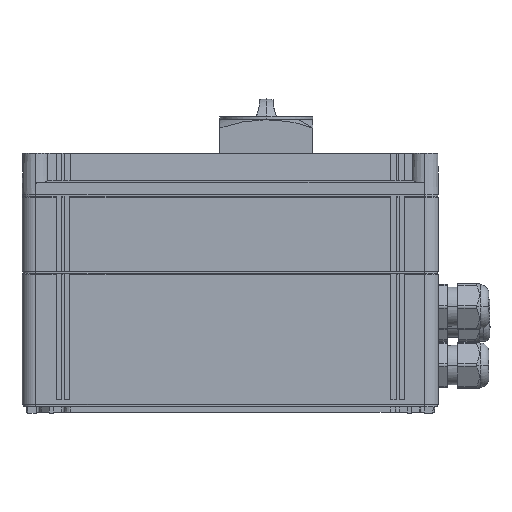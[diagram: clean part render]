
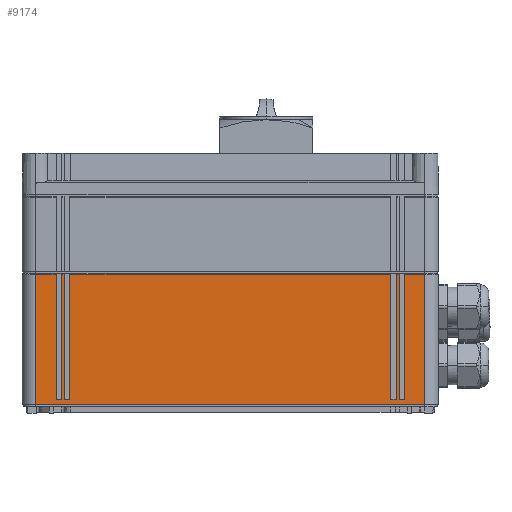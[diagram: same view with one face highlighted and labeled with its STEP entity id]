
A CAD part, left-side view. The second image highlights one B-rep face of the part: STEP entity #9174.
In plain terms, the highlighted planar face has unit normal (-1, 0, 0).
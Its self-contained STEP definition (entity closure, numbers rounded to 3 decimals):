
#9019=AXIS2_PLACEMENT_3D('Plane Axis2P3D',#9016,#9017,#9018) ;
#4925=CARTESIAN_POINT('Vertex',(0.,47.,100.067)) ;
#4928=CARTESIAN_POINT('Line Origine',(0.,47.,100.067)) ;
#4932=CARTESIAN_POINT('Vertex',(0.,47.,6.433)) ;
#9016=CARTESIAN_POINT('Axis2P3D Location',(0.,47.,100.067)) ;
#9021=CARTESIAN_POINT('Line Origine',(0.,63.5,10.)) ;
#9025=CARTESIAN_POINT('Vertex',(0.,61.5,10.)) ;
#9027=CARTESIAN_POINT('Vertex',(0.,65.5,10.)) ;
#9030=CARTESIAN_POINT('Line Origine',(0.,65.5,55.033)) ;
#9034=CARTESIAN_POINT('Vertex',(0.,65.5,100.067)) ;
#9037=CARTESIAN_POINT('Line Origine',(0.,66.5,100.067)) ;
#9041=CARTESIAN_POINT('Vertex',(0.,67.5,100.067)) ;
#9044=CARTESIAN_POINT('Line Origine',(0.,67.5,55.033)) ;
#9048=CARTESIAN_POINT('Vertex',(0.,67.5,10.)) ;
#9051=CARTESIAN_POINT('Line Origine',(0.,69.5,10.)) ;
#9055=CARTESIAN_POINT('Vertex',(0.,71.5,10.)) ;
#9058=CARTESIAN_POINT('Line Origine',(0.,71.5,55.033)) ;
#9062=CARTESIAN_POINT('Vertex',(0.,71.5,100.067)) ;
#9065=CARTESIAN_POINT('Line Origine',(0.,187.,100.067)) ;
#9069=CARTESIAN_POINT('Vertex',(0.,302.5,100.067)) ;
#9072=CARTESIAN_POINT('Line Origine',(0.,302.5,55.033)) ;
#9076=CARTESIAN_POINT('Vertex',(0.,302.5,10.)) ;
#9079=CARTESIAN_POINT('Line Origine',(0.,304.5,10.)) ;
#9083=CARTESIAN_POINT('Vertex',(0.,306.5,10.)) ;
#9086=CARTESIAN_POINT('Line Origine',(0.,306.5,55.033)) ;
#9090=CARTESIAN_POINT('Vertex',(0.,306.5,100.067)) ;
#9093=CARTESIAN_POINT('Line Origine',(0.,307.5,100.067)) ;
#9097=CARTESIAN_POINT('Vertex',(0.,308.5,100.067)) ;
#9100=CARTESIAN_POINT('Line Origine',(0.,308.5,55.033)) ;
#9104=CARTESIAN_POINT('Vertex',(0.,308.5,10.)) ;
#9107=CARTESIAN_POINT('Line Origine',(0.,310.5,10.)) ;
#9111=CARTESIAN_POINT('Vertex',(0.,312.5,10.)) ;
#9114=CARTESIAN_POINT('Line Origine',(0.,312.5,55.033)) ;
#9118=CARTESIAN_POINT('Vertex',(0.,312.5,100.067)) ;
#9121=CARTESIAN_POINT('Line Origine',(0.,319.75,100.067)) ;
#9125=CARTESIAN_POINT('Vertex',(0.,327.,100.067)) ;
#9128=CARTESIAN_POINT('Line Origine',(0.,327.,53.25)) ;
#9132=CARTESIAN_POINT('Vertex',(0.,327.,6.433)) ;
#9135=CARTESIAN_POINT('Line Origine',(0.,187.,6.433)) ;
#9140=CARTESIAN_POINT('Line Origine',(0.,54.25,100.067)) ;
#9144=CARTESIAN_POINT('Vertex',(0.,61.5,100.067)) ;
#9147=CARTESIAN_POINT('Line Origine',(0.,61.5,55.033)) ;
#4929=DIRECTION('Vector Direction',(0.,0.,-1.)) ;
#9017=DIRECTION('Axis2P3D Direction',(-1.,0.,-0.)) ;
#9018=DIRECTION('Axis2P3D XDirection',(0.,1.,0.)) ;
#9022=DIRECTION('Vector Direction',(0.,1.,0.)) ;
#9031=DIRECTION('Vector Direction',(0.,0.,1.)) ;
#9038=DIRECTION('Vector Direction',(0.,1.,0.)) ;
#9045=DIRECTION('Vector Direction',(0.,0.,-1.)) ;
#9052=DIRECTION('Vector Direction',(0.,1.,0.)) ;
#9059=DIRECTION('Vector Direction',(0.,0.,1.)) ;
#9066=DIRECTION('Vector Direction',(0.,1.,0.)) ;
#9073=DIRECTION('Vector Direction',(0.,0.,-1.)) ;
#9080=DIRECTION('Vector Direction',(0.,1.,0.)) ;
#9087=DIRECTION('Vector Direction',(0.,0.,1.)) ;
#9094=DIRECTION('Vector Direction',(0.,1.,0.)) ;
#9101=DIRECTION('Vector Direction',(0.,0.,-1.)) ;
#9108=DIRECTION('Vector Direction',(0.,1.,0.)) ;
#9115=DIRECTION('Vector Direction',(0.,0.,1.)) ;
#9122=DIRECTION('Vector Direction',(0.,1.,0.)) ;
#9129=DIRECTION('Vector Direction',(0.,0.,-1.)) ;
#9136=DIRECTION('Vector Direction',(0.,1.,0.)) ;
#9141=DIRECTION('Vector Direction',(0.,1.,0.)) ;
#9148=DIRECTION('Vector Direction',(0.,0.,-1.)) ;
#4930=VECTOR('Line Direction',#4929,1.) ;
#9023=VECTOR('Line Direction',#9022,1.) ;
#9032=VECTOR('Line Direction',#9031,1.) ;
#9039=VECTOR('Line Direction',#9038,1.) ;
#9046=VECTOR('Line Direction',#9045,1.) ;
#9053=VECTOR('Line Direction',#9052,1.) ;
#9060=VECTOR('Line Direction',#9059,1.) ;
#9067=VECTOR('Line Direction',#9066,1.) ;
#9074=VECTOR('Line Direction',#9073,1.) ;
#9081=VECTOR('Line Direction',#9080,1.) ;
#9088=VECTOR('Line Direction',#9087,1.) ;
#9095=VECTOR('Line Direction',#9094,1.) ;
#9102=VECTOR('Line Direction',#9101,1.) ;
#9109=VECTOR('Line Direction',#9108,1.) ;
#9116=VECTOR('Line Direction',#9115,1.) ;
#9123=VECTOR('Line Direction',#9122,1.) ;
#9130=VECTOR('Line Direction',#9129,1.) ;
#9137=VECTOR('Line Direction',#9136,1.) ;
#9142=VECTOR('Line Direction',#9141,1.) ;
#9149=VECTOR('Line Direction',#9148,1.) ;
#9153=ORIENTED_EDGE('',*,*,#9029,.T.) ;
#9154=ORIENTED_EDGE('',*,*,#9036,.T.) ;
#9155=ORIENTED_EDGE('',*,*,#9043,.T.) ;
#9156=ORIENTED_EDGE('',*,*,#9050,.T.) ;
#9157=ORIENTED_EDGE('',*,*,#9057,.T.) ;
#9158=ORIENTED_EDGE('',*,*,#9064,.T.) ;
#9159=ORIENTED_EDGE('',*,*,#9071,.T.) ;
#9160=ORIENTED_EDGE('',*,*,#9078,.T.) ;
#9161=ORIENTED_EDGE('',*,*,#9085,.T.) ;
#9162=ORIENTED_EDGE('',*,*,#9092,.T.) ;
#9163=ORIENTED_EDGE('',*,*,#9099,.T.) ;
#9164=ORIENTED_EDGE('',*,*,#9106,.T.) ;
#9165=ORIENTED_EDGE('',*,*,#9113,.T.) ;
#9166=ORIENTED_EDGE('',*,*,#9120,.T.) ;
#9167=ORIENTED_EDGE('',*,*,#9127,.T.) ;
#9168=ORIENTED_EDGE('',*,*,#9134,.T.) ;
#9169=ORIENTED_EDGE('',*,*,#9139,.F.) ;
#9170=ORIENTED_EDGE('',*,*,#4934,.F.) ;
#9171=ORIENTED_EDGE('',*,*,#9146,.T.) ;
#9172=ORIENTED_EDGE('',*,*,#9151,.T.) ;
#9174=ADVANCED_FACE('Hauptk\X2\00F6\X0\rper',(#9173),#9020,.T.) ;
#4934=EDGE_CURVE('',#4926,#4933,#4931,.T.) ;
#9029=EDGE_CURVE('',#9026,#9028,#9024,.T.) ;
#9036=EDGE_CURVE('',#9028,#9035,#9033,.T.) ;
#9043=EDGE_CURVE('',#9035,#9042,#9040,.T.) ;
#9050=EDGE_CURVE('',#9042,#9049,#9047,.T.) ;
#9057=EDGE_CURVE('',#9049,#9056,#9054,.T.) ;
#9064=EDGE_CURVE('',#9056,#9063,#9061,.T.) ;
#9071=EDGE_CURVE('',#9063,#9070,#9068,.T.) ;
#9078=EDGE_CURVE('',#9070,#9077,#9075,.T.) ;
#9085=EDGE_CURVE('',#9077,#9084,#9082,.T.) ;
#9092=EDGE_CURVE('',#9084,#9091,#9089,.T.) ;
#9099=EDGE_CURVE('',#9091,#9098,#9096,.T.) ;
#9106=EDGE_CURVE('',#9098,#9105,#9103,.T.) ;
#9113=EDGE_CURVE('',#9105,#9112,#9110,.T.) ;
#9120=EDGE_CURVE('',#9112,#9119,#9117,.T.) ;
#9127=EDGE_CURVE('',#9119,#9126,#9124,.T.) ;
#9134=EDGE_CURVE('',#9126,#9133,#9131,.T.) ;
#9139=EDGE_CURVE('',#4933,#9133,#9138,.T.) ;
#9146=EDGE_CURVE('',#4926,#9145,#9143,.T.) ;
#9151=EDGE_CURVE('',#9145,#9026,#9150,.T.) ;
#9152=EDGE_LOOP('',(#9153,#9154,#9155,#9156,#9157,#9158,#9159,#9160,#9161,#9162,#9163,#9164,#9165,#9166,#9167,#9168,#9169,#9170,#9171,#9172)) ;
#9173=FACE_OUTER_BOUND('',#9152,.T.) ;
#4931=LINE('Line',#4928,#4930) ;
#9024=LINE('Line',#9021,#9023) ;
#9033=LINE('Line',#9030,#9032) ;
#9040=LINE('Line',#9037,#9039) ;
#9047=LINE('Line',#9044,#9046) ;
#9054=LINE('Line',#9051,#9053) ;
#9061=LINE('Line',#9058,#9060) ;
#9068=LINE('Line',#9065,#9067) ;
#9075=LINE('Line',#9072,#9074) ;
#9082=LINE('Line',#9079,#9081) ;
#9089=LINE('Line',#9086,#9088) ;
#9096=LINE('Line',#9093,#9095) ;
#9103=LINE('Line',#9100,#9102) ;
#9110=LINE('Line',#9107,#9109) ;
#9117=LINE('Line',#9114,#9116) ;
#9124=LINE('Line',#9121,#9123) ;
#9131=LINE('Line',#9128,#9130) ;
#9138=LINE('Line',#9135,#9137) ;
#9143=LINE('Line',#9140,#9142) ;
#9150=LINE('Line',#9147,#9149) ;
#9020=PLANE('',#9019) ;
#4926=VERTEX_POINT('',#4925) ;
#4933=VERTEX_POINT('',#4932) ;
#9026=VERTEX_POINT('',#9025) ;
#9028=VERTEX_POINT('',#9027) ;
#9035=VERTEX_POINT('',#9034) ;
#9042=VERTEX_POINT('',#9041) ;
#9049=VERTEX_POINT('',#9048) ;
#9056=VERTEX_POINT('',#9055) ;
#9063=VERTEX_POINT('',#9062) ;
#9070=VERTEX_POINT('',#9069) ;
#9077=VERTEX_POINT('',#9076) ;
#9084=VERTEX_POINT('',#9083) ;
#9091=VERTEX_POINT('',#9090) ;
#9098=VERTEX_POINT('',#9097) ;
#9105=VERTEX_POINT('',#9104) ;
#9112=VERTEX_POINT('',#9111) ;
#9119=VERTEX_POINT('',#9118) ;
#9126=VERTEX_POINT('',#9125) ;
#9133=VERTEX_POINT('',#9132) ;
#9145=VERTEX_POINT('',#9144) ;
